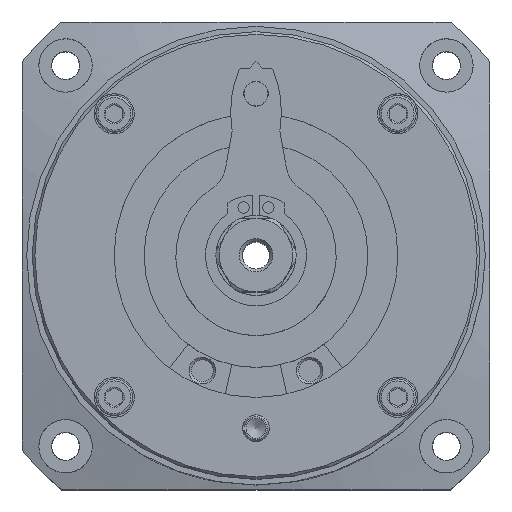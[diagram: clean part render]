
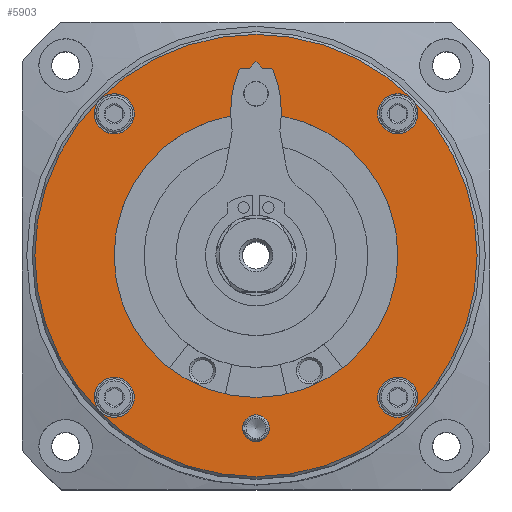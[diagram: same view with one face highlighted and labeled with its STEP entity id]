
A CAD part, top view. The second image highlights one B-rep face of the part: STEP entity #5903.
In plain terms, the highlighted planar face has unit normal (0, 0, 1).
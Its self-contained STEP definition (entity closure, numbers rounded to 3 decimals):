
#63=PLANE('',#6309);
#919=ORIENTED_EDGE('',*,*,#2041,.F.);
#920=ORIENTED_EDGE('',*,*,#2042,.T.);
#921=ORIENTED_EDGE('',*,*,#1979,.T.);
#922=ORIENTED_EDGE('',*,*,#2043,.T.);
#923=ORIENTED_EDGE('',*,*,#2044,.T.);
#924=ORIENTED_EDGE('',*,*,#2045,.T.);
#925=ORIENTED_EDGE('',*,*,#2046,.T.);
#926=ORIENTED_EDGE('',*,*,#2047,.T.);
#1979=EDGE_CURVE('',#2559,#2558,#3018,.T.);
#2041=EDGE_CURVE('',#2612,#2612,#3053,.T.);
#2042=EDGE_CURVE('',#2558,#2559,#3054,.T.);
#2043=EDGE_CURVE('',#2613,#2613,#3055,.T.);
#2044=EDGE_CURVE('',#2614,#2614,#3056,.T.);
#2045=EDGE_CURVE('',#2615,#2615,#3057,.T.);
#2046=EDGE_CURVE('',#2616,#2616,#3058,.T.);
#2047=EDGE_CURVE('',#2617,#2617,#3059,.T.);
#2558=VERTEX_POINT('',#8459);
#2559=VERTEX_POINT('',#8461);
#2612=VERTEX_POINT('',#8678);
#2613=VERTEX_POINT('',#8682);
#2614=VERTEX_POINT('',#8684);
#2615=VERTEX_POINT('',#8686);
#2616=VERTEX_POINT('',#8688);
#2617=VERTEX_POINT('',#8690);
#3018=CIRCLE('',#6248,2.);
#3053=CIRCLE('',#6308,33.1);
#3054=CIRCLE('',#6310,2.);
#3055=CIRCLE('',#6311,3.);
#3056=CIRCLE('',#6312,3.);
#3057=CIRCLE('',#6313,3.);
#3058=CIRCLE('',#6314,3.);
#3059=CIRCLE('',#6315,21.25);
#3363=EDGE_LOOP('',(#919));
#3364=EDGE_LOOP('',(#920,#921));
#3365=EDGE_LOOP('',(#922));
#3366=EDGE_LOOP('',(#923));
#3367=EDGE_LOOP('',(#924));
#3368=EDGE_LOOP('',(#925));
#3369=EDGE_LOOP('',(#926));
#3952=FACE_BOUND('',#3363,.T.);
#3953=FACE_BOUND('',#3364,.T.);
#3954=FACE_BOUND('',#3365,.T.);
#3955=FACE_BOUND('',#3366,.T.);
#3956=FACE_BOUND('',#3367,.T.);
#3957=FACE_BOUND('',#3368,.T.);
#3958=FACE_BOUND('',#3369,.T.);
#5903=ADVANCED_FACE('',(#3952,#3953,#3954,#3955,#3956,#3957,#3958),#63,
 .F.);
#6248=AXIS2_PLACEMENT_3D('',#8460,#6904,#6905);
#6308=AXIS2_PLACEMENT_3D('',#8677,#7039,#7040);
#6309=AXIS2_PLACEMENT_3D('',#8679,#7041,#7042);
#6310=AXIS2_PLACEMENT_3D('',#8680,#7043,#7044);
#6311=AXIS2_PLACEMENT_3D('',#8681,#7045,#7046);
#6312=AXIS2_PLACEMENT_3D('',#8683,#7047,#7048);
#6313=AXIS2_PLACEMENT_3D('',#8685,#7049,#7050);
#6314=AXIS2_PLACEMENT_3D('',#8687,#7051,#7052);
#6315=AXIS2_PLACEMENT_3D('',#8689,#7053,#7054);
#6904=DIRECTION('',(0.,0.,-1.));
#6905=DIRECTION('',(-1.,0.,0.));
#7039=DIRECTION('',(0.,0.,-1.));
#7040=DIRECTION('',(-1.,0.,0.));
#7041=DIRECTION('',(0.,0.,-1.));
#7042=DIRECTION('',(-1.,0.,0.));
#7043=DIRECTION('',(0.,0.,-1.));
#7044=DIRECTION('',(-1.,0.,0.));
#7045=DIRECTION('',(0.,0.,-1.));
#7046=DIRECTION('',(-1.,0.,0.));
#7047=DIRECTION('',(0.,0.,-1.));
#7048=DIRECTION('',(-1.,0.,0.));
#7049=DIRECTION('',(0.,0.,-1.));
#7050=DIRECTION('',(-1.,0.,0.));
#7051=DIRECTION('',(0.,0.,-1.));
#7052=DIRECTION('',(-1.,0.,0.));
#7053=DIRECTION('',(0.,0.,-1.));
#7054=DIRECTION('',(-1.,0.,0.));
#8459=CARTESIAN_POINT('',(-1.97,-25.506,0.));
#8460=CARTESIAN_POINT('',(0.,-25.853,0.));
#8461=CARTESIAN_POINT('',(-1.97,-26.2,0.));
#8677=CARTESIAN_POINT('',(0.,0.,0.));
#8678=CARTESIAN_POINT('',(-33.1,0.,0.));
#8679=CARTESIAN_POINT('',(0.,21.25,0.));
#8680=CARTESIAN_POINT('',(0.,-25.853,0.));
#8681=CARTESIAN_POINT('',(-21.213,21.213,0.));
#8682=CARTESIAN_POINT('',(-24.213,21.213,0.));
#8683=CARTESIAN_POINT('',(-21.213,-21.213,0.));
#8684=CARTESIAN_POINT('',(-24.213,-21.213,0.));
#8685=CARTESIAN_POINT('',(21.213,-21.213,0.));
#8686=CARTESIAN_POINT('',(18.213,-21.213,0.));
#8687=CARTESIAN_POINT('',(21.213,21.213,0.));
#8688=CARTESIAN_POINT('',(18.213,21.213,0.));
#8689=CARTESIAN_POINT('',(0.,0.,0.));
#8690=CARTESIAN_POINT('',(-21.25,0.,0.));
